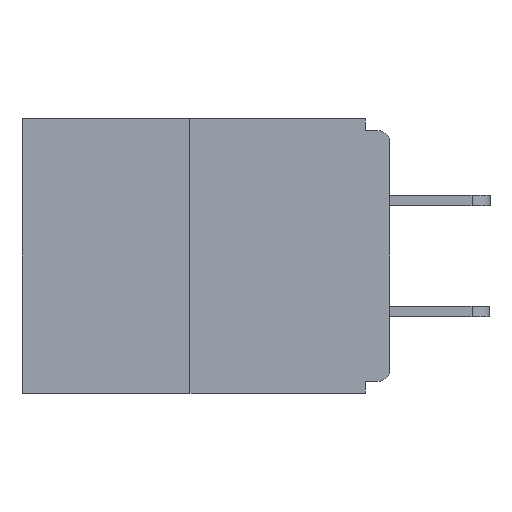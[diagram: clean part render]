
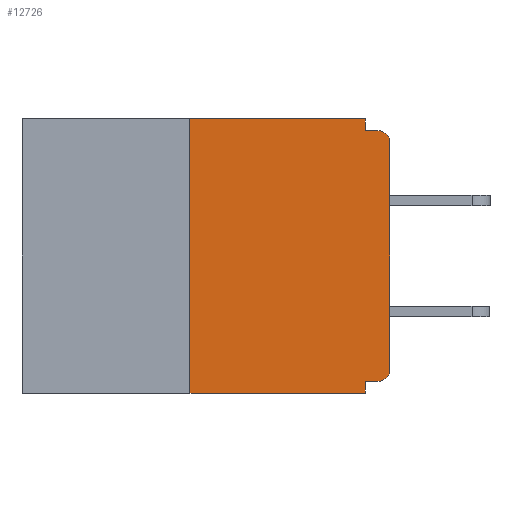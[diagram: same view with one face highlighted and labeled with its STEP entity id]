
A CAD part, left-side view. The second image highlights one B-rep face of the part: STEP entity #12726.
In plain terms, the highlighted planar face has unit normal (-1, 0, 0).
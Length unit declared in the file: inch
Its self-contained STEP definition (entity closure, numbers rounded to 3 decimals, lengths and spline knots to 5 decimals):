
#218 = VERTEX_POINT ( 'NONE', #7898 ) ;
#744 = EDGE_CURVE ( 'NONE', #8913, #15506, #14855, .T. ) ;
#1101 = CIRCLE ( 'NONE', #12871, 0.015 ) ;
#1244 = CARTESIAN_POINT ( 'NONE',  ( 0., 0.25, -0.343 ) ) ;
#1469 = EDGE_CURVE ( 'NONE', #15338, #15252, #2261, .T. ) ;
#1489 = VECTOR ( 'NONE', #2832, 39.37008 ) ;
#1601 = CARTESIAN_POINT ( 'NONE',  ( 0., 0.031, 0. ) ) ;
#1830 = EDGE_CURVE ( 'NONE', #4542, #218, #13852, .T. ) ;
#2129 = LINE ( 'NONE', #10157, #10860 ) ;
#2261 = LINE ( 'NONE', #10518, #15039 ) ;
#2527 = ORIENTED_EDGE ( 'NONE', *, *, #10689, .F. ) ;
#2586 = DIRECTION ( 'NONE',  ( 0., 0., 1. ) ) ;
#2832 = DIRECTION ( 'NONE',  ( 0., 0., -1. ) ) ;
#3147 = ORIENTED_EDGE ( 'NONE', *, *, #14865, .T. ) ;
#3694 = VERTEX_POINT ( 'NONE', #1244 ) ;
#3901 = EDGE_CURVE ( 'NONE', #14636, #8913, #2129, .T. ) ;
#4024 = CARTESIAN_POINT ( 'NONE',  ( 0., 0., 0. ) ) ;
#4247 = ORIENTED_EDGE ( 'NONE', *, *, #1469, .F. ) ;
#4542 = VERTEX_POINT ( 'NONE', #8743 ) ;
#4544 = EDGE_CURVE ( 'NONE', #11475, #6250, #11395, .T. ) ;
#4789 = CARTESIAN_POINT ( 'NONE',  ( 0., 0.015, -0.03 ) ) ;
#4903 = DIRECTION ( 'NONE',  ( 0., 0., -1. ) ) ;
#5064 = ORIENTED_EDGE ( 'NONE', *, *, #3901, .F. ) ;
#5423 = LINE ( 'NONE', #7088, #14563 ) ;
#5425 = VECTOR ( 'NONE', #8209, 39.37008 ) ;
#5708 = DIRECTION ( 'NONE',  ( 0., 0., 1. ) ) ;
#6201 = DIRECTION ( 'NONE',  ( -1., 0., 0. ) ) ;
#6250 = VERTEX_POINT ( 'NONE', #7687 ) ;
#6899 = ORIENTED_EDGE ( 'NONE', *, *, #4544, .T. ) ;
#6999 = ORIENTED_EDGE ( 'NONE', *, *, #12150, .T. ) ;
#7088 = CARTESIAN_POINT ( 'NONE',  ( 0., 0.25, 0. ) ) ;
#7155 = VECTOR ( 'NONE', #2586, 39.37008 ) ;
#7191 = ORIENTED_EDGE ( 'NONE', *, *, #744, .F. ) ;
#7307 = VECTOR ( 'NONE', #14734, 39.37008 ) ;
#7406 = PLANE ( 'NONE',  #13167 ) ;
#7687 = CARTESIAN_POINT ( 'NONE',  ( 0., 0., -0.03 ) ) ;
#7898 = CARTESIAN_POINT ( 'NONE',  ( 0., 0.015, -0.015 ) ) ;
#8209 = DIRECTION ( 'NONE',  ( 0., 0., -1. ) ) ;
#8513 = ORIENTED_EDGE ( 'NONE', *, *, #15414, .F. ) ;
#8658 = CARTESIAN_POINT ( 'NONE',  ( 0., 0.46, 0. ) ) ;
#8743 = CARTESIAN_POINT ( 'NONE',  ( 0., 0.031, -0.015 ) ) ;
#8913 = VERTEX_POINT ( 'NONE', #14218 ) ;
#8970 = EDGE_LOOP ( 'NONE', ( #4247, #2527, #10452, #7191, #5064, #6999, #6899, #3147, #14487, #8513 ) ) ;
#9857 = DIRECTION ( 'NONE',  ( -1., 0., 0. ) ) ;
#10157 = CARTESIAN_POINT ( 'NONE',  ( 0., 0., -0.328 ) ) ;
#10452 = ORIENTED_EDGE ( 'NONE', *, *, #12053, .T. ) ;
#10473 = CARTESIAN_POINT ( 'NONE',  ( 0., 0.25, 0. ) ) ;
#10518 = CARTESIAN_POINT ( 'NONE',  ( 0., 0.46, 0. ) ) ;
#10623 = FACE_OUTER_BOUND ( 'NONE', #8970, .T. ) ;
#10689 = EDGE_CURVE ( 'NONE', #3694, #15338, #5423, .T. ) ;
#10855 = VECTOR ( 'NONE', #12003, 39.37008 ) ;
#10860 = VECTOR ( 'NONE', #11375, 39.37008 ) ;
#11248 = DIRECTION ( 'NONE',  ( 1., 0., 0. ) ) ;
#11375 = DIRECTION ( 'NONE',  ( 0., 1., 0. ) ) ;
#11395 = LINE ( 'NONE', #4024, #7155 ) ;
#11475 = VERTEX_POINT ( 'NONE', #13019 ) ;
#11526 = DIRECTION ( 'NONE',  ( 0., -1., 0. ) ) ;
#12003 = DIRECTION ( 'NONE',  ( 0., -1., 0. ) ) ;
#12053 = EDGE_CURVE ( 'NONE', #3694, #15506, #15867, .T. ) ;
#12057 = LINE ( 'NONE', #14353, #5425 ) ;
#12150 = EDGE_CURVE ( 'NONE', #14636, #11475, #13900, .T. ) ;
#12251 = CARTESIAN_POINT ( 'NONE',  ( 0., 0., -0.015 ) ) ;
#12526 = CARTESIAN_POINT ( 'NONE',  ( 0., 0.015, -0.313 ) ) ;
#12589 = CARTESIAN_POINT ( 'NONE',  ( 0., 0.031, -0.343 ) ) ;
#12726 = ADVANCED_FACE ( 'NONE', ( #10623 ), #7406, .F. ) ;
#12871 = AXIS2_PLACEMENT_3D ( 'NONE', #4789, #9857, #14649 ) ;
#12949 = AXIS2_PLACEMENT_3D ( 'NONE', #12526, #6201, #4903 ) ;
#13019 = CARTESIAN_POINT ( 'NONE',  ( 0., 0., -0.313 ) ) ;
#13167 = AXIS2_PLACEMENT_3D ( 'NONE', #8658, #11248, #15985 ) ;
#13633 = CARTESIAN_POINT ( 'NONE',  ( 0., 0.015, -0.328 ) ) ;
#13852 = LINE ( 'NONE', #12251, #7307 ) ;
#13900 = CIRCLE ( 'NONE', #12949, 0.015 ) ;
#14218 = CARTESIAN_POINT ( 'NONE',  ( 0., 0.031, -0.328 ) ) ;
#14279 = CARTESIAN_POINT ( 'NONE',  ( 0., 0.031, -0.343 ) ) ;
#14353 = CARTESIAN_POINT ( 'NONE',  ( 0., 0.031, 0. ) ) ;
#14362 = CARTESIAN_POINT ( 'NONE',  ( 0., 0.46, -0.343 ) ) ;
#14487 = ORIENTED_EDGE ( 'NONE', *, *, #1830, .F. ) ;
#14563 = VECTOR ( 'NONE', #5708, 39.37008 ) ;
#14636 = VERTEX_POINT ( 'NONE', #13633 ) ;
#14649 = DIRECTION ( 'NONE',  ( 0., 0., -1. ) ) ;
#14734 = DIRECTION ( 'NONE',  ( 0., -1., 0. ) ) ;
#14855 = LINE ( 'NONE', #12589, #1489 ) ;
#14865 = EDGE_CURVE ( 'NONE', #6250, #218, #1101, .T. ) ;
#15039 = VECTOR ( 'NONE', #11526, 39.37008 ) ;
#15252 = VERTEX_POINT ( 'NONE', #1601 ) ;
#15338 = VERTEX_POINT ( 'NONE', #10473 ) ;
#15414 = EDGE_CURVE ( 'NONE', #15252, #4542, #12057, .T. ) ;
#15506 = VERTEX_POINT ( 'NONE', #14279 ) ;
#15867 = LINE ( 'NONE', #14362, #10855 ) ;
#15985 = DIRECTION ( 'NONE',  ( 0., 0., -1. ) ) ;
